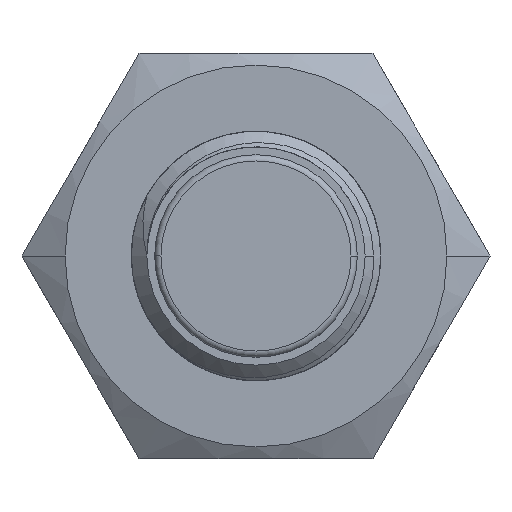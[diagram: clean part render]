
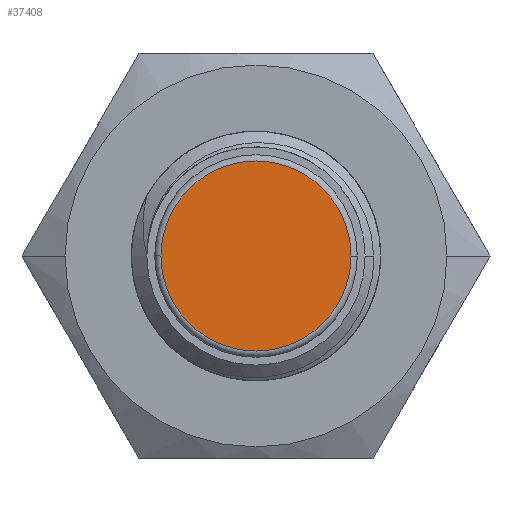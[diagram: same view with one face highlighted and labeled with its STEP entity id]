
A CAD part, front view. The second image highlights one B-rep face of the part: STEP entity #37408.
In plain terms, the highlighted planar face has unit normal (0, -1, 0).
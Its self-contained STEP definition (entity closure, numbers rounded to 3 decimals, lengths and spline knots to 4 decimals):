
#8654=CARTESIAN_POINT('',(0.,-4.5,0.));
#8655=DIRECTION('',(0.,-1.,0.));
#8656=DIRECTION('',(-1.,0.,0.));
#8657=AXIS2_PLACEMENT_3D('',#8654,#8655,#8656);
#8659=CARTESIAN_POINT('',(0.,-4.5,0.));
#8660=DIRECTION('',(0.,-1.,0.));
#8661=DIRECTION('',(1.,0.,0.));
#8662=AXIS2_PLACEMENT_3D('',#8659,#8660,#8661);
#14180=CARTESIAN_POINT('',(-3.05,-4.5,0.));
#14181=CARTESIAN_POINT('',(3.05,-4.5,0.));
#14182=VERTEX_POINT('',#14180);
#14183=VERTEX_POINT('',#14181);
#37398=CARTESIAN_POINT('',(0.,-4.5,0.));
#37399=DIRECTION('',(0.,1.,0.));
#37400=DIRECTION('',(1.,0.,0.));
#37401=AXIS2_PLACEMENT_3D('',#37398,#37399,#37400);
#37402=PLANE('',#37401);
#37403=ORIENTED_EDGE('',*,*,#37388,.F.);
#37405=ORIENTED_EDGE('',*,*,#37404,.F.);
#37406=EDGE_LOOP('',(#37403,#37405));
#37407=FACE_OUTER_BOUND('',#37406,.F.);
#8658=CIRCLE('',#8657,3.05);
#8663=CIRCLE('',#8662,3.05);
#37388=EDGE_CURVE('',#14182,#14183,#8658,.T.);
#37404=EDGE_CURVE('',#14183,#14182,#8663,.T.);
#37408=ADVANCED_FACE('',(#37407),#37402,.F.);
